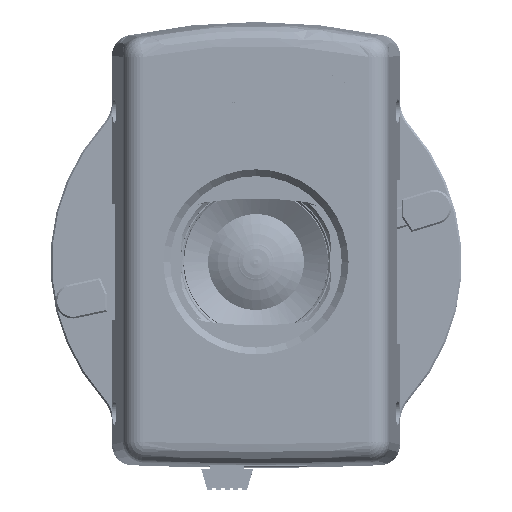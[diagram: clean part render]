
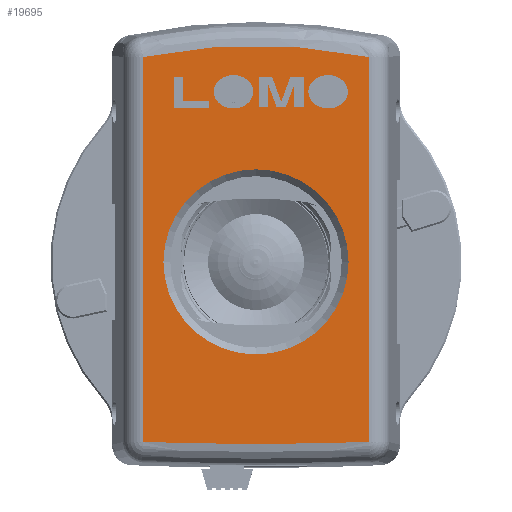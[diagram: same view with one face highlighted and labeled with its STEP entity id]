
A CAD part, top view. The second image highlights one B-rep face of the part: STEP entity #19695.
In plain terms, the highlighted planar face has unit normal (0, 0, 1).
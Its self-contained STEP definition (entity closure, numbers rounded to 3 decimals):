
#237=ELLIPSE('',#21472,2.875,2.437);
#238=ELLIPSE('',#21473,2.875,2.437);
#416=B_SPLINE_CURVE_WITH_KNOTS('',3,(#35753,#35754,#35755,#35756,#35757),
 .UNSPECIFIED.,.F.,.F.,(4,1,4),(0.,0.017,
0.033),.UNSPECIFIED.);
#417=B_SPLINE_CURVE_WITH_KNOTS('',3,(#35761,#35762,#35763,#35764),
 .UNSPECIFIED.,.F.,.F.,(4,4),(0.,0.033),.UNSPECIFIED.);
#2232=LINE('',#35501,#3924);
#2293=LINE('',#35709,#3985);
#2294=LINE('',#35712,#3986);
#2295=LINE('',#35714,#3987);
#2296=LINE('',#35716,#3988);
#2297=LINE('',#35717,#3989);
#2298=LINE('',#35720,#3990);
#2299=LINE('',#35723,#3991);
#2300=LINE('',#35725,#3992);
#2301=LINE('',#35727,#3993);
#2302=LINE('',#35729,#3994);
#2303=LINE('',#35731,#3995);
#2304=LINE('',#35733,#3996);
#2305=LINE('',#35735,#3997);
#2306=LINE('',#35737,#3998);
#2307=LINE('',#35739,#3999);
#2308=LINE('',#35741,#4000);
#2309=LINE('',#35743,#4001);
#2310=LINE('',#35745,#4002);
#2311=LINE('',#35750,#4003);
#2312=LINE('',#35759,#4004);
#3924=VECTOR('',#26112,1000.);
#3985=VECTOR('',#26231,1000.);
#3986=VECTOR('',#26232,1000.);
#3987=VECTOR('',#26233,1000.);
#3988=VECTOR('',#26234,1000.);
#3989=VECTOR('',#26235,1000.);
#3990=VECTOR('',#26238,1000.);
#3991=VECTOR('',#26239,1000.);
#3992=VECTOR('',#26240,1000.);
#3993=VECTOR('',#26241,1000.);
#3994=VECTOR('',#26242,1000.);
#3995=VECTOR('',#26243,1000.);
#3996=VECTOR('',#26244,1000.);
#3997=VECTOR('',#26245,1000.);
#3998=VECTOR('',#26246,1000.);
#3999=VECTOR('',#26247,1000.);
#4000=VECTOR('',#26248,1000.);
#4001=VECTOR('',#26249,1000.);
#4002=VECTOR('',#26250,1000.);
#4003=VECTOR('',#26255,1000.);
#4004=VECTOR('',#26256,1000.);
#8547=ORIENTED_EDGE('',*,*,#11489,.T.);
#8548=ORIENTED_EDGE('',*,*,#11490,.F.);
#8549=ORIENTED_EDGE('',*,*,#11491,.T.);
#8550=ORIENTED_EDGE('',*,*,#11492,.F.);
#8551=ORIENTED_EDGE('',*,*,#11493,.F.);
#8552=ORIENTED_EDGE('',*,*,#11403,.T.);
#8553=ORIENTED_EDGE('',*,*,#11494,.T.);
#8554=ORIENTED_EDGE('',*,*,#11495,.F.);
#8555=ORIENTED_EDGE('',*,*,#11496,.F.);
#8556=ORIENTED_EDGE('',*,*,#11497,.T.);
#8557=ORIENTED_EDGE('',*,*,#11498,.T.);
#8558=ORIENTED_EDGE('',*,*,#11499,.F.);
#8559=ORIENTED_EDGE('',*,*,#11500,.F.);
#8560=ORIENTED_EDGE('',*,*,#11501,.F.);
#8561=ORIENTED_EDGE('',*,*,#11502,.T.);
#8562=ORIENTED_EDGE('',*,*,#11503,.T.);
#8563=ORIENTED_EDGE('',*,*,#11504,.F.);
#8564=ORIENTED_EDGE('',*,*,#11505,.F.);
#8565=ORIENTED_EDGE('',*,*,#11506,.F.);
#8566=ORIENTED_EDGE('',*,*,#11507,.F.);
#8567=ORIENTED_EDGE('',*,*,#11508,.F.);
#8568=ORIENTED_EDGE('',*,*,#11509,.T.);
#8569=ORIENTED_EDGE('',*,*,#11510,.T.);
#8570=ORIENTED_EDGE('',*,*,#11511,.T.);
#8571=ORIENTED_EDGE('',*,*,#11512,.T.);
#8572=ORIENTED_EDGE('',*,*,#11513,.T.);
#8573=ORIENTED_EDGE('',*,*,#11514,.T.);
#11403=EDGE_CURVE('',#13193,#13192,#2232,.T.);
#11489=EDGE_CURVE('',#13264,#13264,#13985,.F.);
#11490=EDGE_CURVE('',#13265,#13266,#2293,.T.);
#11491=EDGE_CURVE('',#13265,#13267,#2294,.T.);
#11492=EDGE_CURVE('',#13268,#13267,#2295,.T.);
#11493=EDGE_CURVE('',#13193,#13268,#2296,.T.);
#11494=EDGE_CURVE('',#13192,#13269,#2297,.T.);
#11495=EDGE_CURVE('',#13266,#13269,#13986,.T.);
#11496=EDGE_CURVE('',#13270,#13271,#2298,.T.);
#11497=EDGE_CURVE('',#13270,#13272,#2299,.T.);
#11498=EDGE_CURVE('',#13272,#13273,#2300,.T.);
#11499=EDGE_CURVE('',#13274,#13273,#2301,.T.);
#11500=EDGE_CURVE('',#13275,#13274,#2302,.T.);
#11501=EDGE_CURVE('',#13276,#13275,#2303,.T.);
#11502=EDGE_CURVE('',#13276,#13277,#2304,.T.);
#11503=EDGE_CURVE('',#13277,#13278,#2305,.T.);
#11504=EDGE_CURVE('',#13279,#13278,#2306,.T.);
#11505=EDGE_CURVE('',#13280,#13279,#2307,.T.);
#11506=EDGE_CURVE('',#13281,#13280,#2308,.T.);
#11507=EDGE_CURVE('',#13282,#13281,#2309,.T.);
#11508=EDGE_CURVE('',#13271,#13282,#2310,.T.);
#11509=EDGE_CURVE('',#13283,#13283,#237,.F.);
#11510=EDGE_CURVE('',#13284,#13284,#238,.F.);
#11511=EDGE_CURVE('',#13285,#13286,#2311,.T.);
#11512=EDGE_CURVE('',#13286,#13287,#416,.T.);
#11513=EDGE_CURVE('',#13287,#13288,#2312,.T.);
#11514=EDGE_CURVE('',#13288,#13285,#417,.T.);
#13192=VERTEX_POINT('',#35500);
#13193=VERTEX_POINT('',#35502);
#13264=VERTEX_POINT('',#35708);
#13265=VERTEX_POINT('',#35710);
#13266=VERTEX_POINT('',#35711);
#13267=VERTEX_POINT('',#35713);
#13268=VERTEX_POINT('',#35715);
#13269=VERTEX_POINT('',#35718);
#13270=VERTEX_POINT('',#35721);
#13271=VERTEX_POINT('',#35722);
#13272=VERTEX_POINT('',#35724);
#13273=VERTEX_POINT('',#35726);
#13274=VERTEX_POINT('',#35728);
#13275=VERTEX_POINT('',#35730);
#13276=VERTEX_POINT('',#35732);
#13277=VERTEX_POINT('',#35734);
#13278=VERTEX_POINT('',#35736);
#13279=VERTEX_POINT('',#35738);
#13280=VERTEX_POINT('',#35740);
#13281=VERTEX_POINT('',#35742);
#13282=VERTEX_POINT('',#35744);
#13283=VERTEX_POINT('',#35747);
#13284=VERTEX_POINT('',#35749);
#13285=VERTEX_POINT('',#35751);
#13286=VERTEX_POINT('',#35752);
#13287=VERTEX_POINT('',#35758);
#13288=VERTEX_POINT('',#35760);
#13985=CIRCLE('',#21470,13.5);
#13986=CIRCLE('',#21471,1.2);
#15203=EDGE_LOOP('',(#8547));
#15204=EDGE_LOOP('',(#8548,#8549,#8550,#8551,#8552,#8553,#8554));
#15205=EDGE_LOOP('',(#8555,#8556,#8557,#8558,#8559,#8560,#8561,#8562,#8563,
#8564,#8565,#8566,#8567));
#15206=EDGE_LOOP('',(#8568));
#15207=EDGE_LOOP('',(#8569));
#15208=EDGE_LOOP('',(#8570,#8571,#8572,#8573));
#16582=FACE_BOUND('',#15203,.T.);
#16583=FACE_BOUND('',#15204,.T.);
#16584=FACE_BOUND('',#15205,.T.);
#16585=FACE_BOUND('',#15206,.T.);
#16586=FACE_BOUND('',#15207,.T.);
#16587=FACE_BOUND('',#15208,.T.);
#17384=PLANE('',#21469);
#19695=ADVANCED_FACE('',(#16582,#16583,#16584,#16585,#16586,#16587),#17384,
 .T.);
#21469=AXIS2_PLACEMENT_3D('',#35706,#26227,#26228);
#21470=AXIS2_PLACEMENT_3D('',#35707,#26229,#26230);
#21471=AXIS2_PLACEMENT_3D('',#35719,#26236,#26237);
#21472=AXIS2_PLACEMENT_3D('',#35746,#26251,#26252);
#21473=AXIS2_PLACEMENT_3D('',#35748,#26253,#26254);
#26112=DIRECTION('',(1.,0.,0.));
#26227=DIRECTION('',(0.,0.,1.));
#26228=DIRECTION('',(1.,0.,0.));
#26229=DIRECTION('',(0.,0.,1.));
#26230=DIRECTION('',(1.,0.,0.));
#26231=DIRECTION('',(-1.,0.002,0.));
#26232=DIRECTION('',(0.,-1.,0.));
#26233=DIRECTION('',(1.,0.,0.));
#26234=DIRECTION('',(0.,-1.,0.));
#26235=DIRECTION('',(0.,-1.,0.));
#26236=DIRECTION('',(0.,0.,1.));
#26237=DIRECTION('',(-1.,0.,0.));
#26238=DIRECTION('',(0.,1.,0.));
#26239=DIRECTION('',(-1.,0.,0.));
#26240=DIRECTION('',(0.001,1.,0.));
#26241=DIRECTION('',(0.352,0.936,0.));
#26242=DIRECTION('',(1.,0.,0.));
#26243=DIRECTION('',(0.352,-0.936,0.));
#26244=DIRECTION('',(0.001,-1.,0.));
#26245=DIRECTION('',(-1.,0.,0.));
#26246=DIRECTION('',(0.,-1.,0.));
#26247=DIRECTION('',(-1.,0.,0.));
#26248=DIRECTION('',(-0.345,0.939,0.));
#26249=DIRECTION('',(-0.345,-0.939,0.));
#26250=DIRECTION('',(-1.,0.,0.));
#26251=DIRECTION('',(0.,0.,1.));
#26252=DIRECTION('',(-1.,0.,0.));
#26253=DIRECTION('',(0.,0.,1.));
#26254=DIRECTION('',(-1.,0.,0.));
#26255=DIRECTION('',(0.,1.,0.));
#26256=DIRECTION('',(0.,-1.,0.));
#35500=CARTESIAN_POINT('',(-10.625,27.,0.));
#35501=CARTESIAN_POINT('',(40.,27.,0.));
#35502=CARTESIAN_POINT('',(-11.995,27.,0.));
#35706=CARTESIAN_POINT('',(40.,102.5,0.));
#35707=CARTESIAN_POINT('',(0.,0.,0.));
#35708=CARTESIAN_POINT('',(13.5,0.,0.));
#35709=CARTESIAN_POINT('',(-9.51,23.505,0.));
#35710=CARTESIAN_POINT('',(-6.807,23.5,0.));
#35711=CARTESIAN_POINT('',(-10.641,23.508,0.));
#35712=CARTESIAN_POINT('',(-6.807,102.5,0.));
#35713=CARTESIAN_POINT('',(-6.807,22.5,0.));
#35714=CARTESIAN_POINT('',(40.,22.5,0.));
#35715=CARTESIAN_POINT('',(-11.995,22.5,0.));
#35716=CARTESIAN_POINT('',(-11.995,23.738,0.));
#35717=CARTESIAN_POINT('',(-10.625,102.5,0.));
#35718=CARTESIAN_POINT('',(-10.625,23.7,0.));
#35719=CARTESIAN_POINT('',(-11.825,23.7,0.));
#35720=CARTESIAN_POINT('',(6.979,102.5,0.));
#35721=CARTESIAN_POINT('',(6.979,22.529,0.));
#35722=CARTESIAN_POINT('',(6.979,27.029,0.));
#35723=CARTESIAN_POINT('',(40.,22.529,0.));
#35724=CARTESIAN_POINT('',(5.604,22.529,0.));
#35725=CARTESIAN_POINT('',(5.669,102.528,0.));
#35726=CARTESIAN_POINT('',(5.607,25.924,0.));
#35727=CARTESIAN_POINT('',(35.088,104.347,0.));
#35728=CARTESIAN_POINT('',(4.331,22.529,0.));
#35729=CARTESIAN_POINT('',(40.,22.529,0.));
#35730=CARTESIAN_POINT('',(3.031,22.529,0.));
#35731=CARTESIAN_POINT('',(-18.732,80.421,0.));
#35732=CARTESIAN_POINT('',(1.754,25.924,0.));
#35733=CARTESIAN_POINT('',(1.692,102.469,0.));
#35734=CARTESIAN_POINT('',(1.757,22.529,0.));
#35735=CARTESIAN_POINT('',(40.,22.529,0.));
#35736=CARTESIAN_POINT('',(0.382,22.529,0.));
#35737=CARTESIAN_POINT('',(0.382,102.5,0.));
#35738=CARTESIAN_POINT('',(0.382,27.029,0.));
#35739=CARTESIAN_POINT('',(40.,27.029,0.));
#35740=CARTESIAN_POINT('',(2.332,27.029,0.));
#35741=CARTESIAN_POINT('',(-17.612,81.347,0.));
#35742=CARTESIAN_POINT('',(3.681,23.355,0.));
#35743=CARTESIAN_POINT('',(33.603,104.849,0.));
#35744=CARTESIAN_POINT('',(5.029,27.029,0.));
#35745=CARTESIAN_POINT('',(40.,27.029,0.));
#35746=CARTESIAN_POINT('',(10.518,24.807,0.));
#35747=CARTESIAN_POINT('',(7.644,24.807,0.));
#35748=CARTESIAN_POINT('',(-3.282,24.807,0.));
#35749=CARTESIAN_POINT('',(-6.156,24.807,0.));
#35750=CARTESIAN_POINT('',(16.459,100.,0.));
#35751=CARTESIAN_POINT('',(16.459,-26.267,0.));
#35752=CARTESIAN_POINT('',(16.459,29.879,0.));
#35753=CARTESIAN_POINT('',(16.459,29.879,0.));
#35754=CARTESIAN_POINT('',(11.042,31.013,0.));
#35755=CARTESIAN_POINT('',(-0.008,32.153,0.));
#35756=CARTESIAN_POINT('',(-11.042,31.013,0.));
#35757=CARTESIAN_POINT('',(-16.459,29.879,0.));
#35758=CARTESIAN_POINT('',(-16.459,29.879,0.));
#35759=CARTESIAN_POINT('',(-16.459,100.,0.));
#35760=CARTESIAN_POINT('',(-16.459,-26.267,0.));
#35761=CARTESIAN_POINT('',(-16.459,-26.267,0.));
#35762=CARTESIAN_POINT('',(-5.491,-26.71,0.));
#35763=CARTESIAN_POINT('',(5.491,-26.71,0.));
#35764=CARTESIAN_POINT('',(16.459,-26.267,0.));
